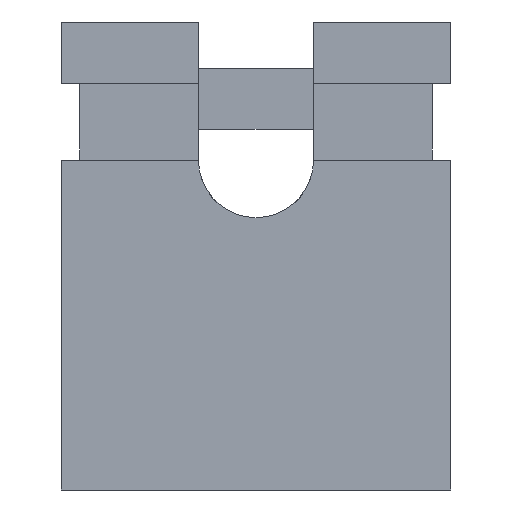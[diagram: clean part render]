
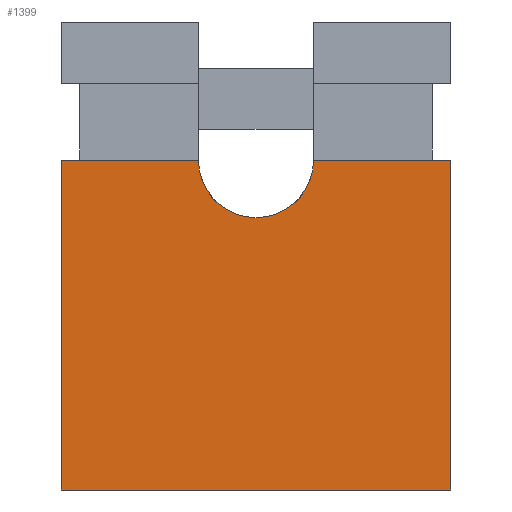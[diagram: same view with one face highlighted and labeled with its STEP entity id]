
A CAD part, front view. The second image highlights one B-rep face of the part: STEP entity #1399.
In plain terms, the highlighted planar face has unit normal (0, -1, 0).
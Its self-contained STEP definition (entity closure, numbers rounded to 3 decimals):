
#12 = CIRCLE ( 'NONE', #155, 0.75 ) ;
#71 = CIRCLE ( 'NONE', #1642, 0.75 ) ;
#155 = AXIS2_PLACEMENT_3D ( 'NONE', #493, #494, #495 ) ;
#364 = FACE_OUTER_BOUND ( 'NONE', #2429, .T. ) ;
#370 = AXIS2_PLACEMENT_3D ( 'NONE', #1100, #1101, #1102 ) ;
#493 = CARTESIAN_POINT ( 'NONE',  ( 0., -1.2, 4.3 ) ) ;
#494 = DIRECTION ( 'NONE',  ( 0., -1., 0. ) ) ;
#495 = DIRECTION ( 'NONE',  ( 0., 0., 1. ) ) ;
#1099 = PLANE ( 'NONE',  #370 ) ;
#1100 = CARTESIAN_POINT ( 'NONE',  ( 2.54, -1.2, 4.3 ) ) ;
#1101 = DIRECTION ( 'NONE',  ( 0., 1., 0. ) ) ;
#1102 = DIRECTION ( 'NONE',  ( 0., 0., 1. ) ) ;
#1317 = EDGE_CURVE ( 'NONE', #2472, #2476, #12, .T. ) ;
#1399 = ADVANCED_FACE ( 'NONE', ( #364 ), #1099, .F. ) ;
#1423 = EDGE_CURVE ( 'NONE', #2476, #2480, #1818, .T. ) ;
#1467 = EDGE_CURVE ( 'NONE', #2482, #2489, #1950, .T. ) ;
#1474 = EDGE_CURVE ( 'NONE', #2482, #2536, #1971, .T. ) ;
#1477 = EDGE_CURVE ( 'NONE', #2489, #2472, #71, .T. ) ;
#1478 = EDGE_CURVE ( 'NONE', #2536, #2537, #1983, .T. ) ;
#1479 = EDGE_CURVE ( 'NONE', #2480, #2537, #1986, .T. ) ;
#1590 = VECTOR ( 'NONE', #1820, 1000. ) ;
#1634 = VECTOR ( 'NONE', #1952, 1000. ) ;
#1641 = VECTOR ( 'NONE', #1973, 1000. ) ;
#1642 = AXIS2_PLACEMENT_3D ( 'NONE', #1919, #1980, #1981 ) ;
#1645 = VECTOR ( 'NONE', #1985, 1000. ) ;
#1647 = VECTOR ( 'NONE', #1988, 1000. ) ;
#1818 = LINE ( 'NONE', #1819, #1590 ) ;
#1819 = CARTESIAN_POINT ( 'NONE',  ( 2.54, -1.2, 4.3 ) ) ;
#1820 = DIRECTION ( 'NONE',  ( 1., 0., 0. ) ) ;
#1919 = CARTESIAN_POINT ( 'NONE',  ( 0., -1.2, 4.3 ) ) ;
#1950 = LINE ( 'NONE', #1951, #1634 ) ;
#1951 = CARTESIAN_POINT ( 'NONE',  ( 2.54, -1.2, 4.3 ) ) ;
#1952 = DIRECTION ( 'NONE',  ( 1., 0., 0. ) ) ;
#1971 = LINE ( 'NONE', #1972, #1641 ) ;
#1972 = CARTESIAN_POINT ( 'NONE',  ( -2.54, -1.2, 4.3 ) ) ;
#1973 = DIRECTION ( 'NONE',  ( 0., 0., -1. ) ) ;
#1980 = DIRECTION ( 'NONE',  ( 0., -1., 0. ) ) ;
#1981 = DIRECTION ( 'NONE',  ( 0., 0., 1. ) ) ;
#1983 = LINE ( 'NONE', #1984, #1645 ) ;
#1984 = CARTESIAN_POINT ( 'NONE',  ( 2.54, -1.2, 0. ) ) ;
#1985 = DIRECTION ( 'NONE',  ( 1., 0., 0. ) ) ;
#1986 = LINE ( 'NONE', #1987, #1647 ) ;
#1987 = CARTESIAN_POINT ( 'NONE',  ( 2.54, -1.2, 4.3 ) ) ;
#1988 = DIRECTION ( 'NONE',  ( 0., 0., -1. ) ) ;
#2278 = CARTESIAN_POINT ( 'NONE',  ( 0., -1.2, 3.55 ) ) ;
#2282 = CARTESIAN_POINT ( 'NONE',  ( 0.75, -1.2, 4.3 ) ) ;
#2286 = CARTESIAN_POINT ( 'NONE',  ( 2.54, -1.2, 4.3 ) ) ;
#2288 = CARTESIAN_POINT ( 'NONE',  ( -2.54, -1.2, 4.3 ) ) ;
#2295 = CARTESIAN_POINT ( 'NONE',  ( -0.75, -1.2, 4.3 ) ) ;
#2342 = CARTESIAN_POINT ( 'NONE',  ( -2.54, -1.2, 0. ) ) ;
#2343 = CARTESIAN_POINT ( 'NONE',  ( 2.54, -1.2, 0. ) ) ;
#2429 = EDGE_LOOP ( 'NONE', ( #2732, #2733, #2734, #2736, #2737, #2735, #2739 ) ) ;
#2472 = VERTEX_POINT ( 'NONE', #2278 ) ;
#2476 = VERTEX_POINT ( 'NONE', #2282 ) ;
#2480 = VERTEX_POINT ( 'NONE', #2286 ) ;
#2482 = VERTEX_POINT ( 'NONE', #2288 ) ;
#2489 = VERTEX_POINT ( 'NONE', #2295 ) ;
#2536 = VERTEX_POINT ( 'NONE', #2342 ) ;
#2537 = VERTEX_POINT ( 'NONE', #2343 ) ;
#2732 = ORIENTED_EDGE ( 'NONE', *, *, #1423, .F. ) ;
#2733 = ORIENTED_EDGE ( 'NONE', *, *, #1317, .F. ) ;
#2734 = ORIENTED_EDGE ( 'NONE', *, *, #1477, .F. ) ;
#2735 = ORIENTED_EDGE ( 'NONE', *, *, #1478, .T. ) ;
#2736 = ORIENTED_EDGE ( 'NONE', *, *, #1467, .F. ) ;
#2737 = ORIENTED_EDGE ( 'NONE', *, *, #1474, .T. ) ;
#2739 = ORIENTED_EDGE ( 'NONE', *, *, #1479, .F. ) ;
